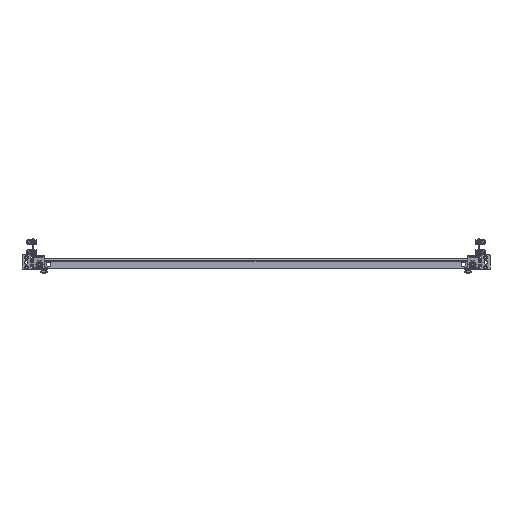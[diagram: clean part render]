
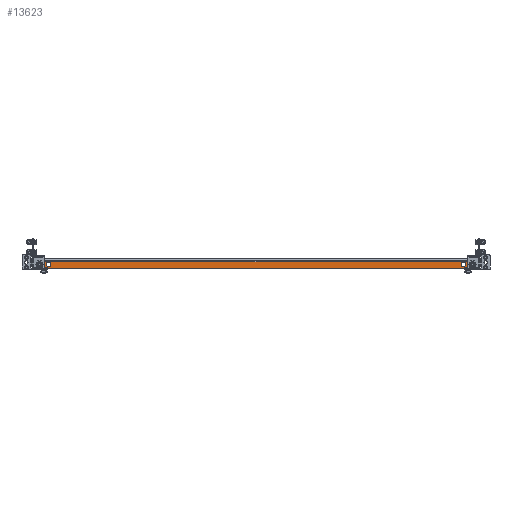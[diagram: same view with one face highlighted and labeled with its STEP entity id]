
A CAD part, front view. The second image highlights one B-rep face of the part: STEP entity #13623.
In plain terms, the highlighted planar face has unit normal (0, -1, 0).
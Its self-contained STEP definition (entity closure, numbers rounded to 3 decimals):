
#13 = LINE ( 'NONE', #17886, #2319 ) ;
#75 = EDGE_LOOP ( 'NONE', ( #215, #6544 ) ) ;
#215 = ORIENTED_EDGE ( 'NONE', *, *, #1449, .F. ) ;
#693 = CARTESIAN_POINT ( 'NONE',  ( 546.146, -948., -15. ) ) ;
#906 = AXIS2_PLACEMENT_3D ( 'NONE', #20851, #7671, #20642 ) ;
#967 = DIRECTION ( 'NONE',  ( 0., -1., 0. ) ) ;
#1237 = CARTESIAN_POINT ( 'NONE',  ( -541.146, -948., -20. ) ) ;
#1442 = DIRECTION ( 'NONE',  ( 0., 0., 1. ) ) ;
#1449 = EDGE_CURVE ( 'NONE', #10253, #13637, #6401, .T. ) ;
#1483 = CARTESIAN_POINT ( 'NONE',  ( 535., -948., -10.5 ) ) ;
#1655 = AXIS2_PLACEMENT_3D ( 'NONE', #14255, #15626, #19158 ) ;
#1764 = ORIENTED_EDGE ( 'NONE', *, *, #3435, .F. ) ;
#1802 = EDGE_CURVE ( 'NONE', #12374, #17583, #13, .T. ) ;
#1950 = ORIENTED_EDGE ( 'NONE', *, *, #8081, .F. ) ;
#2190 = CARTESIAN_POINT ( 'NONE',  ( 512.5, -948., -16. ) ) ;
#2219 = ORIENTED_EDGE ( 'NONE', *, *, #5044, .F. ) ;
#2270 = CIRCLE ( 'NONE', #16144, 5.5 ) ;
#2319 = VECTOR ( 'NONE', #3483, 1000. ) ;
#2627 = EDGE_CURVE ( 'NONE', #6646, #11837, #7378, .T. ) ;
#2739 = CARTESIAN_POINT ( 'NONE',  ( 535., -948., -5. ) ) ;
#2920 = DIRECTION ( 'NONE',  ( 0., 0., -1. ) ) ;
#3090 = DIRECTION ( 'NONE',  ( 0., -1., 0. ) ) ;
#3132 = CARTESIAN_POINT ( 'NONE',  ( 512.5, -948., -10.5 ) ) ;
#3214 = VERTEX_POINT ( 'NONE', #16933 ) ;
#3280 = DIRECTION ( 'NONE',  ( 1., 0., 0. ) ) ;
#3284 = AXIS2_PLACEMENT_3D ( 'NONE', #9012, #13905, #10630 ) ;
#3435 = EDGE_CURVE ( 'NONE', #3214, #19036, #8614, .T. ) ;
#3483 = DIRECTION ( 'NONE',  ( 0., 0., -1. ) ) ;
#3627 = CIRCLE ( 'NONE', #18025, 5.5 ) ;
#4349 = VERTEX_POINT ( 'NONE', #9041 ) ;
#4827 = EDGE_CURVE ( 'NONE', #13637, #10253, #11510, .T. ) ;
#4970 = ORIENTED_EDGE ( 'NONE', *, *, #9076, .T. ) ;
#5044 = EDGE_CURVE ( 'NONE', #19036, #3214, #3627, .T. ) ;
#5485 = ORIENTED_EDGE ( 'NONE', *, *, #14466, .T. ) ;
#5515 = FACE_BOUND ( 'NONE', #14127, .T. ) ;
#5883 = CARTESIAN_POINT ( 'NONE',  ( -541.146, -948., -15. ) ) ;
#6164 = DIRECTION ( 'NONE',  ( 0., 1., 0. ) ) ;
#6230 = CARTESIAN_POINT ( 'NONE',  ( -549.5, -948., -20. ) ) ;
#6384 = ORIENTED_EDGE ( 'NONE', *, *, #2627, .T. ) ;
#6401 = CIRCLE ( 'NONE', #7710, 5.5 ) ;
#6412 = CARTESIAN_POINT ( 'NONE',  ( 549.5, -948., -3.3 ) ) ;
#6485 = EDGE_CURVE ( 'NONE', #12355, #8687, #10320, .T. ) ;
#6544 = ORIENTED_EDGE ( 'NONE', *, *, #4827, .F. ) ;
#6646 = VERTEX_POINT ( 'NONE', #15919 ) ;
#6796 = DIRECTION ( 'NONE',  ( 0., -1., 0. ) ) ;
#6799 = CARTESIAN_POINT ( 'NONE',  ( -546.146, -948., -3.3 ) ) ;
#6842 = VECTOR ( 'NONE', #3280, 1000. ) ;
#7077 = DIRECTION ( 'NONE',  ( 0., 0., -1. ) ) ;
#7134 = CARTESIAN_POINT ( 'NONE',  ( 512.5, -948., -5. ) ) ;
#7138 = VERTEX_POINT ( 'NONE', #7134 ) ;
#7378 = CIRCLE ( 'NONE', #7866, 5. ) ;
#7557 = EDGE_LOOP ( 'NONE', ( #19722, #7823, #20107, #1950, #7877, #6384 ) ) ;
#7600 = EDGE_CURVE ( 'NONE', #13792, #6646, #8644, .T. ) ;
#7671 = DIRECTION ( 'NONE',  ( 0., 1., 0. ) ) ;
#7710 = AXIS2_PLACEMENT_3D ( 'NONE', #20088, #16907, #10325 ) ;
#7726 = ORIENTED_EDGE ( 'NONE', *, *, #17778, .T. ) ;
#7745 = EDGE_LOOP ( 'NONE', ( #18548, #7726 ) ) ;
#7823 = ORIENTED_EDGE ( 'NONE', *, *, #18823, .T. ) ;
#7866 = AXIS2_PLACEMENT_3D ( 'NONE', #5883, #967, #15619 ) ;
#7877 = ORIENTED_EDGE ( 'NONE', *, *, #7600, .T. ) ;
#7881 = PLANE ( 'NONE',  #906 ) ;
#8028 = DIRECTION ( 'NONE',  ( 1., 0., 0. ) ) ;
#8081 = EDGE_CURVE ( 'NONE', #13792, #12374, #11399, .T. ) ;
#8614 = CIRCLE ( 'NONE', #13588, 5.5 ) ;
#8644 = LINE ( 'NONE', #13930, #20341 ) ;
#8687 = VERTEX_POINT ( 'NONE', #2739 ) ;
#8816 = DIRECTION ( 'NONE',  ( 0., -1., 0. ) ) ;
#8836 = CARTESIAN_POINT ( 'NONE',  ( -512.5, -948., -5. ) ) ;
#9012 = CARTESIAN_POINT ( 'NONE',  ( 535., -948., -10.5 ) ) ;
#9041 = CARTESIAN_POINT ( 'NONE',  ( 541.146, -948., -20. ) ) ;
#9076 = EDGE_CURVE ( 'NONE', #7138, #15014, #17679, .T. ) ;
#9306 = CARTESIAN_POINT ( 'NONE',  ( -535., -948., -5. ) ) ;
#9586 = DIRECTION ( 'NONE',  ( 0., -1., 0. ) ) ;
#9688 = DIRECTION ( 'NONE',  ( 0., 0., -1. ) ) ;
#10253 = VERTEX_POINT ( 'NONE', #15385 ) ;
#10320 = CIRCLE ( 'NONE', #3284, 5.5 ) ;
#10325 = DIRECTION ( 'NONE',  ( 0., 0., -1. ) ) ;
#10347 = VECTOR ( 'NONE', #8028, 1000. ) ;
#10630 = DIRECTION ( 'NONE',  ( 0., 0., -1. ) ) ;
#10650 = AXIS2_PLACEMENT_3D ( 'NONE', #19264, #9586, #1442 ) ;
#10658 = FACE_BOUND ( 'NONE', #7745, .T. ) ;
#11162 = FACE_BOUND ( 'NONE', #14459, .T. ) ;
#11399 = LINE ( 'NONE', #6412, #10347 ) ;
#11510 = CIRCLE ( 'NONE', #20852, 5.5 ) ;
#11837 = VERTEX_POINT ( 'NONE', #1237 ) ;
#12355 = VERTEX_POINT ( 'NONE', #12877 ) ;
#12374 = VERTEX_POINT ( 'NONE', #16052 ) ;
#12463 = EDGE_CURVE ( 'NONE', #11837, #4349, #19581, .T. ) ;
#12813 = DIRECTION ( 'NONE',  ( 0., 1., 0. ) ) ;
#12877 = CARTESIAN_POINT ( 'NONE',  ( 535., -948., -16. ) ) ;
#13588 = AXIS2_PLACEMENT_3D ( 'NONE', #14505, #3090, #17843 ) ;
#13623 = ADVANCED_FACE ( 'NONE', ( #10658, #11162, #15252, #5515, #16460 ), #7881, .F. ) ;
#13637 = VERTEX_POINT ( 'NONE', #9306 ) ;
#13792 = VERTEX_POINT ( 'NONE', #6799 ) ;
#13905 = DIRECTION ( 'NONE',  ( 0., 1., 0. ) ) ;
#13930 = CARTESIAN_POINT ( 'NONE',  ( -546.146, -948., 0. ) ) ;
#14127 = EDGE_LOOP ( 'NONE', ( #1764, #2219 ) ) ;
#14255 = CARTESIAN_POINT ( 'NONE',  ( 512.5, -948., -10.5 ) ) ;
#14459 = EDGE_LOOP ( 'NONE', ( #5485, #4970 ) ) ;
#14466 = EDGE_CURVE ( 'NONE', #15014, #7138, #20979, .T. ) ;
#14505 = CARTESIAN_POINT ( 'NONE',  ( -512.5, -948., -10.5 ) ) ;
#14903 = CARTESIAN_POINT ( 'NONE',  ( -535., -948., -10.5 ) ) ;
#15014 = VERTEX_POINT ( 'NONE', #2190 ) ;
#15252 = FACE_BOUND ( 'NONE', #75, .T. ) ;
#15385 = CARTESIAN_POINT ( 'NONE',  ( -535., -948., -16. ) ) ;
#15619 = DIRECTION ( 'NONE',  ( 0., 0., 1. ) ) ;
#15626 = DIRECTION ( 'NONE',  ( 0., 1., 0. ) ) ;
#15919 = CARTESIAN_POINT ( 'NONE',  ( -546.146, -948., -15. ) ) ;
#16052 = CARTESIAN_POINT ( 'NONE',  ( 546.146, -948., -3.3 ) ) ;
#16144 = AXIS2_PLACEMENT_3D ( 'NONE', #1483, #6164, #2920 ) ;
#16230 = AXIS2_PLACEMENT_3D ( 'NONE', #3132, #12813, #9688 ) ;
#16460 = FACE_OUTER_BOUND ( 'NONE', #7557, .T. ) ;
#16907 = DIRECTION ( 'NONE',  ( 0., -1., 0. ) ) ;
#16933 = CARTESIAN_POINT ( 'NONE',  ( -512.5, -948., -16. ) ) ;
#17583 = VERTEX_POINT ( 'NONE', #693 ) ;
#17679 = CIRCLE ( 'NONE', #1655, 5.5 ) ;
#17778 = EDGE_CURVE ( 'NONE', #8687, #12355, #2270, .T. ) ;
#17843 = DIRECTION ( 'NONE',  ( 0., 0., -1. ) ) ;
#17886 = CARTESIAN_POINT ( 'NONE',  ( 546.146, -948., 0. ) ) ;
#18025 = AXIS2_PLACEMENT_3D ( 'NONE', #20048, #8816, #20181 ) ;
#18548 = ORIENTED_EDGE ( 'NONE', *, *, #6485, .T. ) ;
#18778 = CIRCLE ( 'NONE', #10650, 5. ) ;
#18823 = EDGE_CURVE ( 'NONE', #4349, #17583, #18778, .T. ) ;
#19036 = VERTEX_POINT ( 'NONE', #8836 ) ;
#19158 = DIRECTION ( 'NONE',  ( 0., 0., -1. ) ) ;
#19264 = CARTESIAN_POINT ( 'NONE',  ( 541.146, -948., -15. ) ) ;
#19581 = LINE ( 'NONE', #6230, #6842 ) ;
#19722 = ORIENTED_EDGE ( 'NONE', *, *, #12463, .T. ) ;
#20048 = CARTESIAN_POINT ( 'NONE',  ( -512.5, -948., -10.5 ) ) ;
#20088 = CARTESIAN_POINT ( 'NONE',  ( -535., -948., -10.5 ) ) ;
#20107 = ORIENTED_EDGE ( 'NONE', *, *, #1802, .F. ) ;
#20177 = DIRECTION ( 'NONE',  ( 0., 0., -1. ) ) ;
#20181 = DIRECTION ( 'NONE',  ( 0., 0., -1. ) ) ;
#20341 = VECTOR ( 'NONE', #20177, 1000. ) ;
#20642 = DIRECTION ( 'NONE',  ( 0., 0., 1. ) ) ;
#20851 = CARTESIAN_POINT ( 'NONE',  ( -549.5, -948., 0. ) ) ;
#20852 = AXIS2_PLACEMENT_3D ( 'NONE', #14903, #6796, #7077 ) ;
#20979 = CIRCLE ( 'NONE', #16230, 5.5 ) ;
